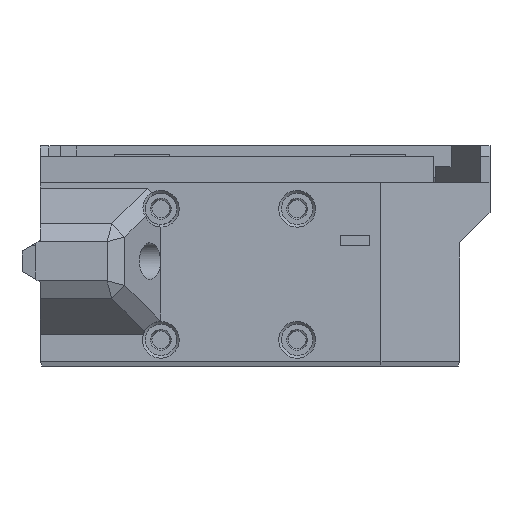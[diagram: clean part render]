
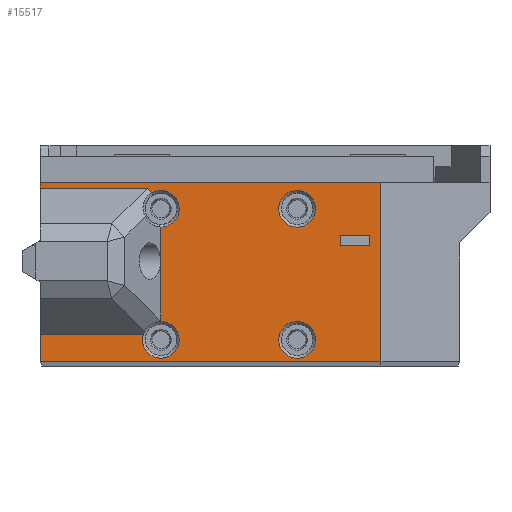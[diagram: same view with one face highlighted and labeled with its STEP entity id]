
A CAD part, front view. The second image highlights one B-rep face of the part: STEP entity #15517.
In plain terms, the highlighted planar face has unit normal (0, -1, 0).
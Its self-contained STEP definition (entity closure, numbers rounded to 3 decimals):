
#475=CIRCLE('',#16520,3.5);
#476=CIRCLE('',#16526,3.5);
#477=CIRCLE('',#16530,3.5);
#478=CIRCLE('',#16532,3.5);
#479=CIRCLE('',#16533,3.5);
#661=FACE_BOUND('',#2171,.T.);
#662=FACE_BOUND('',#2172,.T.);
#663=FACE_BOUND('',#2173,.T.);
#1237=FACE_OUTER_BOUND('',#2170,.T.);
#2170=EDGE_LOOP('',(#12808,#12809,#12810,#12811,#12812,#12813,#12814,#12815,
#12816,#12817,#12818,#12819,#12820,#12821));
#2171=EDGE_LOOP('',(#12822));
#2172=EDGE_LOOP('',(#12823,#12824,#12825,#12826));
#2173=EDGE_LOOP('',(#12827));
#2900=LINE('',#22326,#4727);
#3619=LINE('',#24415,#5446);
#3622=LINE('',#24420,#5449);
#3624=LINE('',#24424,#5451);
#3626=LINE('',#24427,#5453);
#3628=LINE('',#24434,#5455);
#3632=LINE('',#24439,#5459);
#3633=LINE('',#24441,#5460);
#3635=LINE('',#24458,#5462);
#3789=LINE('',#24810,#5616);
#3856=LINE('',#25002,#5683);
#3878=LINE('',#25152,#5705);
#3879=LINE('',#25154,#5706);
#3880=LINE('',#25155,#5707);
#3881=LINE('',#25156,#5708);
#4727=VECTOR('',#17756,10.);
#5446=VECTOR('',#19541,10.);
#5449=VECTOR('',#19546,10.);
#5451=VECTOR('',#19550,10.);
#5453=VECTOR('',#19554,10.);
#5455=VECTOR('',#19562,10.);
#5459=VECTOR('',#19568,10.);
#5460=VECTOR('',#19569,10.);
#5462=VECTOR('',#19583,10.);
#5616=VECTOR('',#19891,10.);
#5683=VECTOR('',#20094,10.);
#5705=VECTOR('',#20152,10.);
#5706=VECTOR('',#20153,10.);
#5707=VECTOR('',#20154,10.);
#5708=VECTOR('',#20155,10.);
#6192=VERTEX_POINT('',#21399);
#6601=VERTEX_POINT('',#22323);
#6602=VERTEX_POINT('',#22325);
#7030=VERTEX_POINT('',#23566);
#7111=VERTEX_POINT('',#23914);
#7112=VERTEX_POINT('',#23916);
#7206=VERTEX_POINT('',#24409);
#7207=VERTEX_POINT('',#24413);
#7208=VERTEX_POINT('',#24414);
#7209=VERTEX_POINT('',#24419);
#7210=VERTEX_POINT('',#24423);
#7211=VERTEX_POINT('',#24429);
#7212=VERTEX_POINT('',#24433);
#7213=VERTEX_POINT('',#24440);
#7214=VERTEX_POINT('',#24446);
#7215=VERTEX_POINT('',#24452);
#7216=VERTEX_POINT('',#24457);
#7325=VERTEX_POINT('',#24808);
#7333=VERTEX_POINT('',#25000);
#7350=VERTEX_POINT('',#25153);
#8063=EDGE_CURVE('',#6601,#6602,#2900,.T.);
#8994=EDGE_CURVE('',#7206,#7206,#475,.T.);
#8996=EDGE_CURVE('',#7207,#7208,#3619,.T.);
#8999=EDGE_CURVE('',#7208,#7209,#3622,.T.);
#9001=EDGE_CURVE('',#7209,#7210,#3624,.T.);
#9003=EDGE_CURVE('',#7207,#7210,#3626,.T.);
#9004=EDGE_CURVE('',#7211,#7211,#476,.T.);
#9006=EDGE_CURVE('',#7112,#7212,#3628,.F.);
#9010=EDGE_CURVE('',#7030,#7212,#3632,.T.);
#9011=EDGE_CURVE('',#7213,#7030,#3633,.T.);
#9013=EDGE_CURVE('',#7213,#7214,#477,.T.);
#9015=EDGE_CURVE('',#7111,#7215,#478,.T.);
#9017=EDGE_CURVE('',#7215,#7112,#479,.T.);
#9018=EDGE_CURVE('',#7214,#7216,#3635,.F.);
#9190=EDGE_CURVE('',#7111,#7325,#3789,.T.);
#9270=EDGE_CURVE('',#7333,#6192,#3856,.T.);
#9299=EDGE_CURVE('',#6192,#7325,#3878,.T.);
#9300=EDGE_CURVE('',#7333,#7350,#3879,.T.);
#9301=EDGE_CURVE('',#6602,#7350,#3880,.T.);
#9302=EDGE_CURVE('',#6601,#7216,#3881,.T.);
#12808=ORIENTED_EDGE('',*,*,#9015,.F.);
#12809=ORIENTED_EDGE('',*,*,#9190,.T.);
#12810=ORIENTED_EDGE('',*,*,#9299,.F.);
#12811=ORIENTED_EDGE('',*,*,#9270,.F.);
#12812=ORIENTED_EDGE('',*,*,#9300,.T.);
#12813=ORIENTED_EDGE('',*,*,#9301,.F.);
#12814=ORIENTED_EDGE('',*,*,#8063,.F.);
#12815=ORIENTED_EDGE('',*,*,#9302,.T.);
#12816=ORIENTED_EDGE('',*,*,#9018,.F.);
#12817=ORIENTED_EDGE('',*,*,#9013,.F.);
#12818=ORIENTED_EDGE('',*,*,#9011,.T.);
#12819=ORIENTED_EDGE('',*,*,#9010,.T.);
#12820=ORIENTED_EDGE('',*,*,#9006,.F.);
#12821=ORIENTED_EDGE('',*,*,#9017,.F.);
#12822=ORIENTED_EDGE('',*,*,#9004,.F.);
#12823=ORIENTED_EDGE('',*,*,#9003,.T.);
#12824=ORIENTED_EDGE('',*,*,#9001,.F.);
#12825=ORIENTED_EDGE('',*,*,#8999,.F.);
#12826=ORIENTED_EDGE('',*,*,#8996,.F.);
#12827=ORIENTED_EDGE('',*,*,#8994,.F.);
#14753=PLANE('',#16697);
#15517=ADVANCED_FACE('',(#1237,#661,#662,#663),#14753,.T.);
#16520=AXIS2_PLACEMENT_3D('',#24410,#19536,#19537);
#16526=AXIS2_PLACEMENT_3D('',#24430,#19557,#19558);
#16530=AXIS2_PLACEMENT_3D('',#24447,#19572,#19573);
#16532=AXIS2_PLACEMENT_3D('',#24453,#19576,#19577);
#16533=AXIS2_PLACEMENT_3D('',#24455,#19579,#19580);
#16697=AXIS2_PLACEMENT_3D('',#25151,#20150,#20151);
#17756=DIRECTION('',(0.,0.,1.));
#19536=DIRECTION('center_axis',(0.,-1.,0.));
#19537=DIRECTION('ref_axis',(-1.,0.,0.));
#19541=DIRECTION('',(0.,0.,1.));
#19546=DIRECTION('',(-1.,0.,0.));
#19550=DIRECTION('',(0.,0.,-1.));
#19554=DIRECTION('',(-1.,0.,0.));
#19557=DIRECTION('center_axis',(0.,-1.,0.));
#19558=DIRECTION('ref_axis',(-1.,0.,0.));
#19562=DIRECTION('',(-0.707,0.,-0.707));
#19568=DIRECTION('',(0.,0.,-1.));
#19569=DIRECTION('',(0.,0.,-1.));
#19572=DIRECTION('center_axis',(0.,-1.,0.));
#19573=DIRECTION('ref_axis',(1.,0.,0.));
#19576=DIRECTION('center_axis',(0.,-1.,0.));
#19577=DIRECTION('ref_axis',(-1.,0.,0.));
#19579=DIRECTION('center_axis',(0.,-1.,0.));
#19580=DIRECTION('ref_axis',(-1.,0.,0.));
#19583=DIRECTION('',(0.707,0.,-0.707));
#19891=DIRECTION('',(-1.,0.,0.));
#20094=DIRECTION('',(-1.,0.,0.));
#20150=DIRECTION('center_axis',(0.,-1.,0.));
#20151=DIRECTION('ref_axis',(1.,0.,0.));
#20152=DIRECTION('',(0.,0.,1.));
#20153=DIRECTION('',(0.,0.,1.));
#20154=DIRECTION('',(1.,0.,0.));
#20155=DIRECTION('',(1.,0.,0.));
#21399=CARTESIAN_POINT('',(-36.,-15.,0.824));
#22323=CARTESIAN_POINT('',(-36.,-15.,33.939));
#22325=CARTESIAN_POINT('',(-36.,-15.,35.));
#22326=CARTESIAN_POINT('',(-36.,-15.,0.));
#23566=CARTESIAN_POINT('',(-13.061,-15.,20.));
#23914=CARTESIAN_POINT('',(-16.335,-15.,6.061));
#23916=CARTESIAN_POINT('',(-13.141,-15.,8.497));
#24409=CARTESIAN_POINT('',(16.5,-15.,30.));
#24410=CARTESIAN_POINT('Origin',(13.,-15.,30.));
#24413=CARTESIAN_POINT('',(26.8,-15.,23.));
#24414=CARTESIAN_POINT('',(26.8,-15.,25.));
#24415=CARTESIAN_POINT('',(26.8,-15.,12.8));
#24419=CARTESIAN_POINT('',(21.2,-15.,25.));
#24420=CARTESIAN_POINT('',(21.2,-15.,25.));
#24423=CARTESIAN_POINT('',(21.2,-15.,23.));
#24424=CARTESIAN_POINT('',(21.2,-15.,12.8));
#24427=CARTESIAN_POINT('',(-6.,-15.,23.));
#24429=CARTESIAN_POINT('',(16.5,-15.,5.));
#24430=CARTESIAN_POINT('Origin',(13.,-15.,5.));
#24433=CARTESIAN_POINT('',(-13.061,-15.,8.577));
#24434=CARTESIAN_POINT('',(-21.569,-15.,0.069));
#24439=CARTESIAN_POINT('',(-13.061,-15.,10.));
#24440=CARTESIAN_POINT('',(-13.061,-15.,26.501));
#24441=CARTESIAN_POINT('',(-13.061,-15.,10.));
#24446=CARTESIAN_POINT('',(-14.699,-15.,33.06));
#24447=CARTESIAN_POINT('Origin',(-13.,-15.,30.));
#24452=CARTESIAN_POINT('',(-9.5,-15.,5.));
#24453=CARTESIAN_POINT('Origin',(-13.,-15.,5.));
#24455=CARTESIAN_POINT('Origin',(-13.,-15.,5.));
#24457=CARTESIAN_POINT('',(-15.577,-15.,33.939));
#24458=CARTESIAN_POINT('',(-11.569,-15.,29.931));
#24808=CARTESIAN_POINT('',(-36.,-15.,6.061));
#24810=CARTESIAN_POINT('',(-36.,-15.,6.061));
#25000=CARTESIAN_POINT('',(29.,-15.,0.824));
#25002=CARTESIAN_POINT('',(-17.049,-15.,0.824));
#25151=CARTESIAN_POINT('Origin',(-36.,-15.,0.));
#25152=CARTESIAN_POINT('',(-36.,-15.,0.));
#25153=CARTESIAN_POINT('',(29.,-15.,35.));
#25154=CARTESIAN_POINT('',(29.,-15.,0.));
#25155=CARTESIAN_POINT('',(-36.,-15.,35.));
#25156=CARTESIAN_POINT('',(-36.,-15.,33.939));
